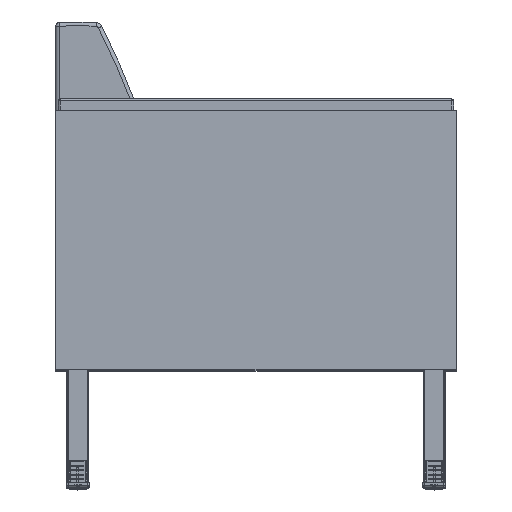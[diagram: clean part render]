
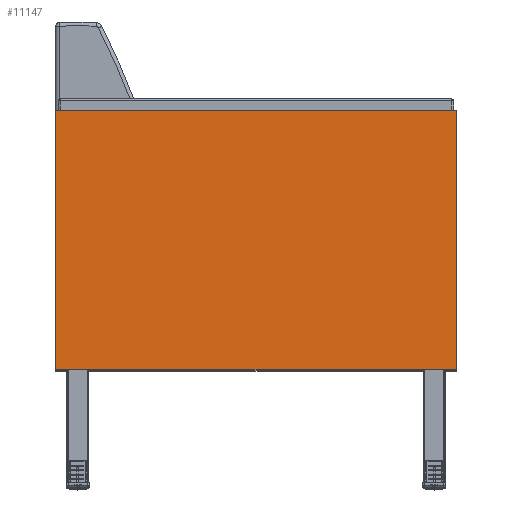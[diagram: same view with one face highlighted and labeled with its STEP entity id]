
A CAD part, top view. The second image highlights one B-rep face of the part: STEP entity #11147.
In plain terms, the highlighted planar face has unit normal (0, 0, 1).
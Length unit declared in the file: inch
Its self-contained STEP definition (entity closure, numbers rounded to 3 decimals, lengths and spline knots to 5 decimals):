
#1886=FACE_OUTER_BOUND('',#2705,.T.);
#2705=EDGE_LOOP('',(#7554,#7555,#7556,#7557));
#3586=LINE('',#16565,#4246);
#3589=LINE('',#16571,#4249);
#3592=LINE('',#16577,#4252);
#3595=LINE('',#16581,#4255);
#4246=VECTOR('',#13285,17.5);
#4249=VECTOR('',#13290,27.);
#4252=VECTOR('',#13295,17.5);
#4255=VECTOR('',#13300,27.);
#4906=VERTEX_POINT('',#16562);
#4907=VERTEX_POINT('',#16564);
#4909=VERTEX_POINT('',#16570);
#4911=VERTEX_POINT('',#16576);
#5846=EDGE_CURVE('',#4907,#4906,#3586,.T.);
#5849=EDGE_CURVE('',#4909,#4907,#3589,.T.);
#5852=EDGE_CURVE('',#4911,#4909,#3592,.T.);
#5855=EDGE_CURVE('',#4906,#4911,#3595,.T.);
#7554=ORIENTED_EDGE('',*,*,#5855,.T.);
#7555=ORIENTED_EDGE('',*,*,#5852,.T.);
#7556=ORIENTED_EDGE('',*,*,#5849,.T.);
#7557=ORIENTED_EDGE('',*,*,#5846,.T.);
#10915=PLANE('',#11976);
#11147=ADVANCED_FACE('',(#1886),#10915,.T.);
#11976=AXIS2_PLACEMENT_3D('',#16583,#13303,#13304);
#13285=DIRECTION('',(0.,1.,0.));
#13290=DIRECTION('',(1.,0.,0.));
#13295=DIRECTION('',(0.,-1.,0.));
#13300=DIRECTION('',(-1.,0.,0.));
#13303=DIRECTION('center_axis',(0.,0.,1.));
#13304=DIRECTION('ref_axis',(1.,0.,0.));
#16562=CARTESIAN_POINT('',(27.,0.,3.5));
#16564=CARTESIAN_POINT('',(27.,-17.5,3.5));
#16565=CARTESIAN_POINT('',(27.,0.,3.5));
#16570=CARTESIAN_POINT('',(0.,-17.5,3.5));
#16571=CARTESIAN_POINT('',(27.,-17.5,3.5));
#16576=CARTESIAN_POINT('',(0.,0.,3.5));
#16577=CARTESIAN_POINT('',(0.,-17.5,3.5));
#16581=CARTESIAN_POINT('',(0.,0.,3.5));
#16583=CARTESIAN_POINT('Origin',(13.5,-8.75,3.5));
